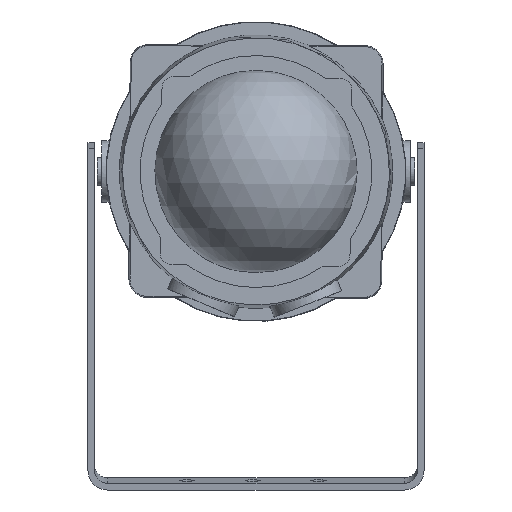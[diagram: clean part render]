
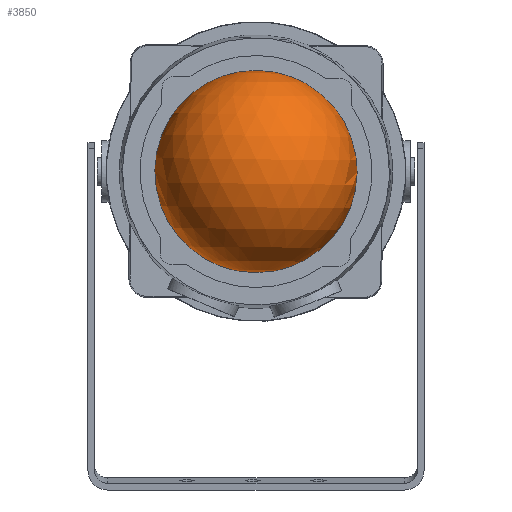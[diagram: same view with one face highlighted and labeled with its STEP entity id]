
A CAD part, left-side view. The second image highlights one B-rep face of the part: STEP entity #3850.
In plain terms, the highlighted spherical face has radius 46.2 mm.
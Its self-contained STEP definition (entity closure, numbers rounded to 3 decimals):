
#788 = DIRECTION ( 'NONE',  ( -1., 0., 0. ) ) ;
#2145 = AXIS2_PLACEMENT_3D ( 'NONE', #2289, #788, #2264 ) ;
#2214 = DIRECTION ( 'NONE',  ( 0., -1., 0. ) ) ;
#2264 = DIRECTION ( 'NONE',  ( 0., 0., 1. ) ) ;
#2289 = CARTESIAN_POINT ( 'NONE',  ( 49.3, 0., 0. ) ) ;
#2988 = AXIS2_PLACEMENT_3D ( 'NONE', #5909, #2214, #4046 ) ;
#3850 = ADVANCED_FACE ( 'NONE', ( #4010 ), #4938, .T. ) ;
#4010 = FACE_OUTER_BOUND ( 'NONE', #5445, .T. ) ;
#4046 = DIRECTION ( 'NONE',  ( 0., 0., -1. ) ) ;
#4256 = CARTESIAN_POINT ( 'NONE',  ( 49.3, 0., 46.2 ) ) ;
#4292 = EDGE_CURVE ( 'NONE', #5078, #5078, #5678, .T. ) ;
#4437 = ORIENTED_EDGE ( 'NONE', *, *, #4292, .F. ) ;
#4938 = SPHERICAL_SURFACE ( 'NONE', #2988, 46.2 ) ;
#5078 = VERTEX_POINT ( 'NONE', #4256 ) ;
#5445 = EDGE_LOOP ( 'NONE', ( #4437 ) ) ;
#5678 = CIRCLE ( 'NONE', #2145, 46.2 ) ;
#5909 = CARTESIAN_POINT ( 'NONE',  ( 49.3, 0., 0. ) ) ;
